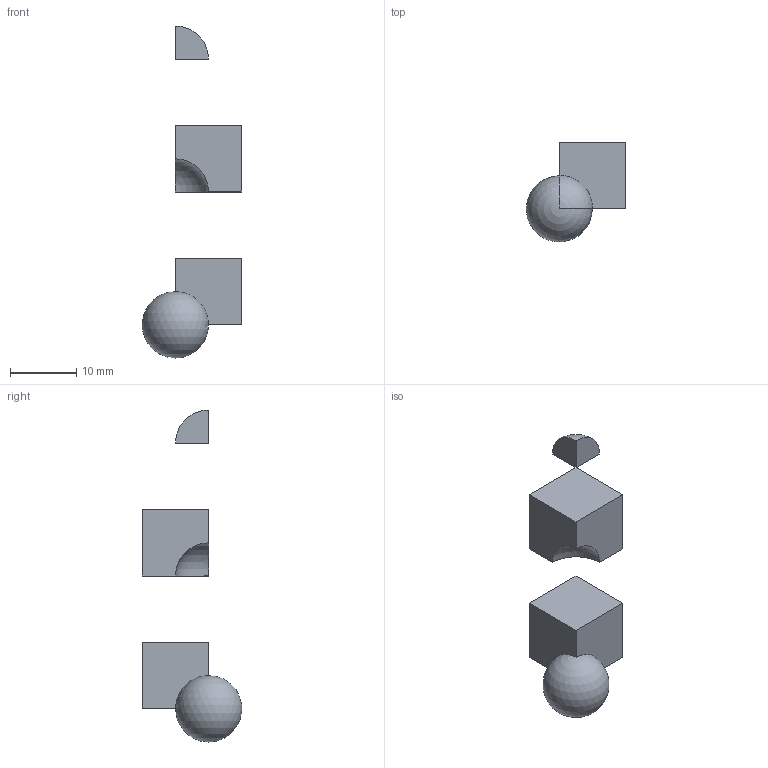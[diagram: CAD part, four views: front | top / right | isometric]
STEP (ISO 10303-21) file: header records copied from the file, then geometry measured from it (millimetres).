
FILE_DESCRIPTION(('FreeCAD Model'),'2;1');
FILE_NAME('02_BooleanSolids.step','2020-04-21T15:03:40',('Author'),(''), 'Open CASCADE STEP processor 7.4','FreeCAD','Unknown');
FILE_SCHEMA(('AUTOMOTIVE_DESIGN { 1 0 10303 214 1 1 1 1 }'));
Length unit declared in the file: millimetre
Products named in the file (4): _2_BooleanSolids; Cut; Fusion; Common
Assembly tree (3 placements, depth 2):
  _2_BooleanSolids
    Cut
    Fusion
    Common
Bounding box: 14.96 x 14.96 x 50 mm (x, y, z)
Volume: 2458.1 mm3; surface area: 1494.5 mm2
Topology: 3 solids, 3 shells, 18 faces, 41 edges, 25 vertices
Faces by surface type: plane 15, sphere 3
Entity records: 1061 total; most frequent: CARTESIAN_POINT 176, DIRECTION 162, LINE 92, VECTOR 92, ORIENTED_EDGE 74, PCURVE 74, DEFINITIONAL_REPRESENTATION 74, EDGE_CURVE 37
